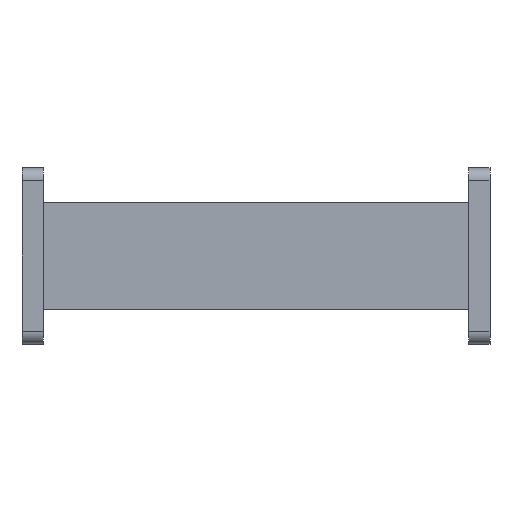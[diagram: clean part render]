
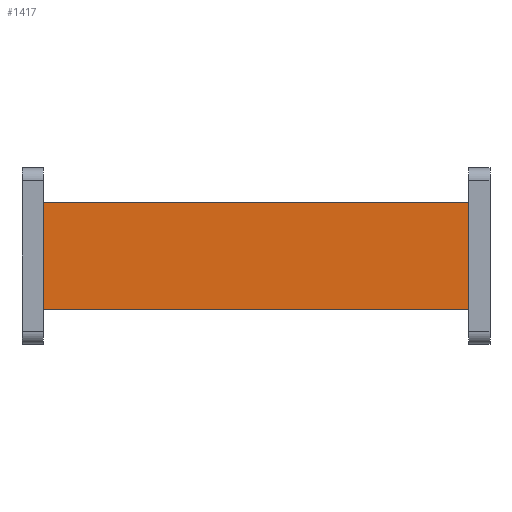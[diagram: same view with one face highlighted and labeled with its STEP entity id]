
A CAD part, front view. The second image highlights one B-rep face of the part: STEP entity #1417.
In plain terms, the highlighted planar face has unit normal (0, -1, 0).
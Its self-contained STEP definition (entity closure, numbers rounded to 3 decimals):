
#24 = ORIENTED_EDGE ( 'NONE', *, *, #1215, .T. ) ;
#50 = DIRECTION ( 'NONE',  ( 0., 0., 1. ) ) ;
#59 = CARTESIAN_POINT ( 'NONE',  ( -50., -6.25, -12.6 ) ) ;
#94 = EDGE_LOOP ( 'NONE', ( #570, #24, #1305, #209 ) ) ;
#114 = LINE ( 'NONE', #672, #343 ) ;
#172 = PLANE ( 'NONE',  #247 ) ;
#173 = VECTOR ( 'NONE', #1382, 1000. ) ;
#209 = ORIENTED_EDGE ( 'NONE', *, *, #622, .T. ) ;
#247 = AXIS2_PLACEMENT_3D ( 'NONE', #1089, #631, #50 ) ;
#289 = VECTOR ( 'NONE', #560, 1000. ) ;
#343 = VECTOR ( 'NONE', #1362, 1000. ) ;
#493 = VERTEX_POINT ( 'NONE', #1348 ) ;
#560 = DIRECTION ( 'NONE',  ( -1., 0., 0. ) ) ;
#570 = ORIENTED_EDGE ( 'NONE', *, *, #1394, .T. ) ;
#618 = DIRECTION ( 'NONE',  ( -1., 0., 0. ) ) ;
#622 = EDGE_CURVE ( 'NONE', #493, #943, #1175, .T. ) ;
#631 = DIRECTION ( 'NONE',  ( 0., 1., 0. ) ) ;
#672 = CARTESIAN_POINT ( 'NONE',  ( -50., -6.25, 12.6 ) ) ;
#690 = LINE ( 'NONE', #1157, #289 ) ;
#707 = VECTOR ( 'NONE', #618, 1000. ) ;
#834 = VERTEX_POINT ( 'NONE', #1073 ) ;
#943 = VERTEX_POINT ( 'NONE', #1126 ) ;
#1028 = CARTESIAN_POINT ( 'NONE',  ( 50., -6.25, 12.6 ) ) ;
#1073 = CARTESIAN_POINT ( 'NONE',  ( -50., -6.25, 12.6 ) ) ;
#1089 = CARTESIAN_POINT ( 'NONE',  ( 55., -6.25, 12.6 ) ) ;
#1126 = CARTESIAN_POINT ( 'NONE',  ( 50., -6.25, 12.6 ) ) ;
#1130 = EDGE_CURVE ( 'NONE', #493, #1431, #690, .T. ) ;
#1157 = CARTESIAN_POINT ( 'NONE',  ( 55., -6.25, -12.6 ) ) ;
#1175 = LINE ( 'NONE', #1028, #173 ) ;
#1215 = EDGE_CURVE ( 'NONE', #834, #1431, #114, .T. ) ;
#1305 = ORIENTED_EDGE ( 'NONE', *, *, #1130, .F. ) ;
#1333 = LINE ( 'NONE', #1418, #707 ) ;
#1348 = CARTESIAN_POINT ( 'NONE',  ( 50., -6.25, -12.6 ) ) ;
#1362 = DIRECTION ( 'NONE',  ( 0., 0., -1. ) ) ;
#1382 = DIRECTION ( 'NONE',  ( 0., 0., 1. ) ) ;
#1394 = EDGE_CURVE ( 'NONE', #943, #834, #1333, .T. ) ;
#1417 = ADVANCED_FACE ( 'NONE', ( #1423 ), #172, .F. ) ;
#1418 = CARTESIAN_POINT ( 'NONE',  ( 55., -6.25, 12.6 ) ) ;
#1423 = FACE_OUTER_BOUND ( 'NONE', #94, .T. ) ;
#1431 = VERTEX_POINT ( 'NONE', #59 ) ;
